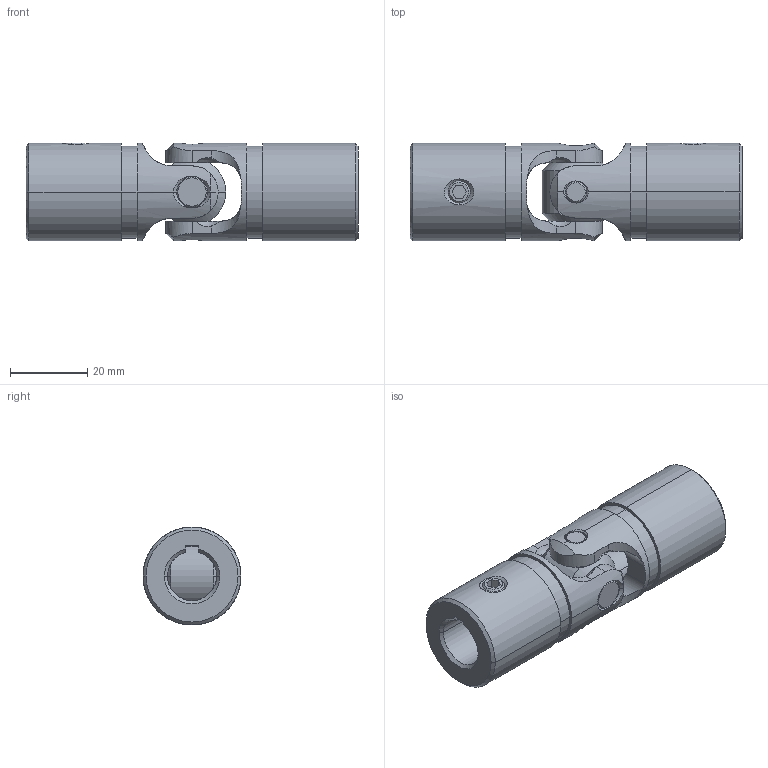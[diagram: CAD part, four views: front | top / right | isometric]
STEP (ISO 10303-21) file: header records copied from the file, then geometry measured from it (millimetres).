
FILE_DESCRIPTION (( 'STEP AP214' ), '1' );
FILE_NAME ('UJ-SS1000x500K.STEP', '2015-11-13T22:05:51', ( 'rick' ), ( 'Hewlett-Packard Company' ), 'SwSTEP 2.0', 'SolidWorks 2015', '' );
FILE_SCHEMA (( 'AUTOMOTIVE_DESIGN' ));
Length unit declared in the file: inch
Products named in the file (8): SS-2A STAINLESS BLOCK_SS1000-2A; SSY1000_SSY1000LHx500K; UJ-SS1000x500K; .250-20 SOCKET SET SCREW_.250-20X.187SS; SSY1000_SSY1000SHx500K; RETAINING RING_SS1000-6A INSTALLED; SS-5A STAINLESS LARGE PIN_SS1000-5A; SS-3A STAINLESS SMALL PIN_SS1000-3A
Assembly tree (8 placements, depth 2):
  UJ-SS1000x500K
    SSY1000_SSY1000LHx500K
    SS-2A STAINLESS BLOCK_SS1000-2A
    SS-3A STAINLESS SMALL PIN_SS1000-3A
    SS-5A STAINLESS LARGE PIN_SS1000-5A
    RETAINING RING_SS1000-6A INSTALLED
    SSY1000_SSY1000SHx500K
    .250-20 SOCKET SET SCREW_.250-20X.187SS  x2
Bounding box: 85.72 x 25.3 x 25.3 mm (x, y, z)
Volume: 29646.2 mm3; surface area: 14570.6 mm2
Topology: 8 solids, 8 shells, 256 faces, 651 edges, 406 vertices
Faces by surface type: cone 86, cylinder 81, plane 69, torus 12, sphere 8
Entity records: 8649 total; most frequent: CARTESIAN_POINT 2723, DIRECTION 1173, ORIENTED_EDGE 1146, EDGE_CURVE 573, AXIS2_PLACEMENT_3D 467, VERTEX_POINT 359, EDGE_LOOP 248, LINE 239
